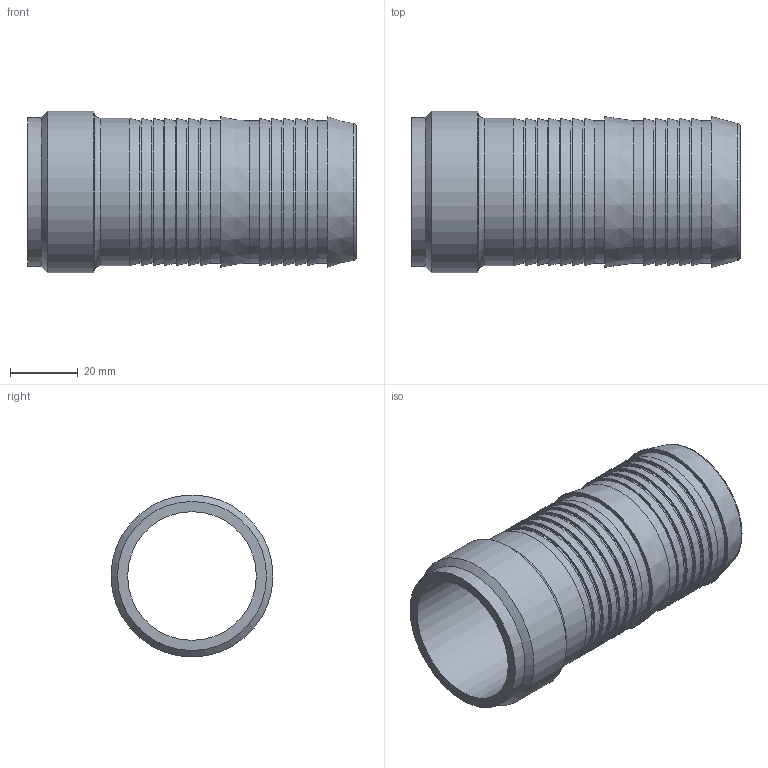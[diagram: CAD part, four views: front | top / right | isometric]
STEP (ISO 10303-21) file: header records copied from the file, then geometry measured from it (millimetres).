
FILE_DESCRIPTION(/* description */ ('EINSCHRAUBTÜLLE G 1.1/2"'),/* implementation_level */ '2;1');
FILE_NAME(/* name */ 'mst_42t.stp',/* time_stamp */ '2020-04-22T09:08:19+02:00',/* author */ ('ertl'),/* organization */ (''),/* preprocessor_version */ 'ST-DEVELOPER v17',/* originating_system */ 'Autodesk Inventor 2018',/* authorisation */ '34838,04 mm^3');
FILE_SCHEMA (('AUTOMOTIVE_DESIGN { 1 0 10303 214 3 1 1 }'));
Length unit declared in the file: millimetre
Products named in the file (1): MST-42T-F
Bounding box: 97 x 47.8 x 47.8 mm (x, y, z)
Volume: 34838 mm3; surface area: 27270.3 mm2
Topology: 1 solids, 1 shells, 50 faces, 137 edges, 102 vertices
Faces by surface type: cylinder 17, cone 16, plane 15, torus 2
Full cylindrical faces by diameter (mm): 38 x1, 42 x13, 43.5 x1, 44 x1, 47.803 x1
Entity records: 1801 total; most frequent: DIRECTION 343, CARTESIAN_POINT 290, ORIENTED_EDGE 274, AXIS2_PLACEMENT_3D 155, EDGE_CURVE 137, CIRCLE 104, VERTEX_POINT 102, EDGE_LOOP 65
